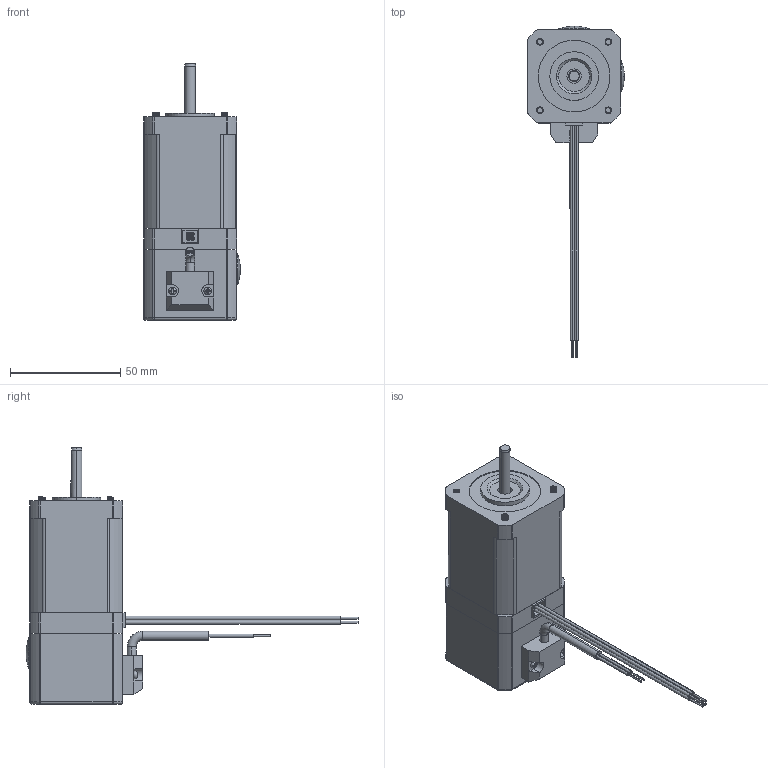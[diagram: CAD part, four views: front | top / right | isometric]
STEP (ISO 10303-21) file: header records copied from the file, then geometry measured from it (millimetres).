
FILE_DESCRIPTION (( 'STEP AP214' ), '1' );
FILE_NAME ('17BK05-07.STEP', '2019-08-24T06:18:58', ( '' ), ( '' ), 'SwSTEP 2.0', 'SolidWorks 2016', '' );
FILE_SCHEMA (( 'AUTOMOTIVE_DESIGN' ));
Length unit declared in the file: millimetre
Products named in the file (1): 17BK05-07
Bounding box: 43.9 x 150.4 x 116.12 mm (x, y, z)
Volume: 162625.4 mm3; surface area: 28654.8 mm2
Topology: 1 solids, 1 shells, 534 faces, 1341 edges, 857 vertices
Faces by surface type: cylinder 234, plane 206, bspline 36, cone 24, torus 22, sphere 12
Entity records: 23592 total; most frequent: CARTESIAN_POINT 10282, ORIENTED_EDGE 2674, DIRECTION 2328, EDGE_CURVE 1337, AXIS2_PLACEMENT_3D 872, VERTEX_POINT 857, EDGE_LOOP 586, LINE 584
